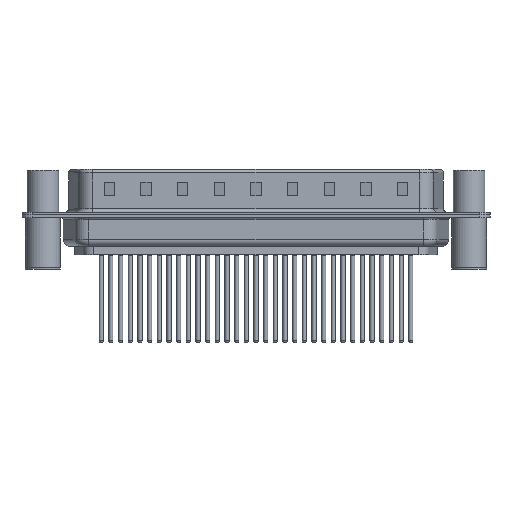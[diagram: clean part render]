
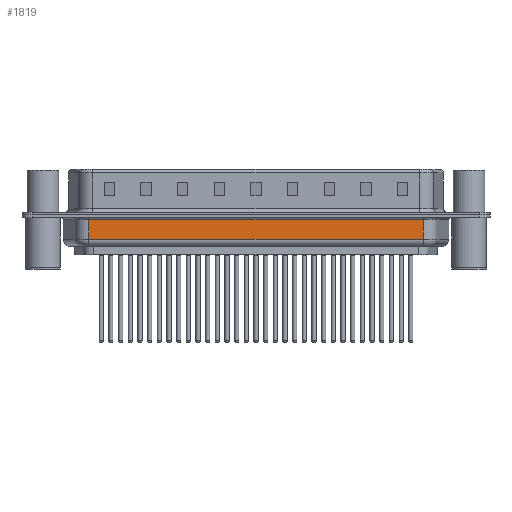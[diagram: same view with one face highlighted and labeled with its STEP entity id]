
A CAD part, front view. The second image highlights one B-rep face of the part: STEP entity #1819.
In plain terms, the highlighted planar face has unit normal (0, -1, 0).
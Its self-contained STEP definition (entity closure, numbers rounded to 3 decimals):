
#63 = CARTESIAN_POINT ( 'NONE',  ( 6.575, -6.75, -0.65 ) ) ;
#978 = VECTOR ( 'NONE', #27469, 1000. ) ;
#1819 = ADVANCED_FACE ( 'NONE', ( #10062 ), #16982, .F. ) ;
#1951 = CARTESIAN_POINT ( 'NONE',  ( 54.425, -6.75, -3.5 ) ) ;
#2499 = AXIS2_PLACEMENT_3D ( 'NONE', #26654, #22058, #5014 ) ;
#2543 = LINE ( 'NONE', #28612, #25467 ) ;
#2721 = ORIENTED_EDGE ( 'NONE', *, *, #17911, .T. ) ;
#3781 = CARTESIAN_POINT ( 'NONE',  ( 6.575, -6.75, -3.5 ) ) ;
#4954 = DIRECTION ( 'NONE',  ( -1., 0., 0. ) ) ;
#5014 = DIRECTION ( 'NONE',  ( 0., 0., 1. ) ) ;
#5036 = VECTOR ( 'NONE', #4954, 1000. ) ;
#5068 = LINE ( 'NONE', #14357, #10333 ) ;
#6974 = DIRECTION ( 'NONE',  ( 1., 0., 0. ) ) ;
#7218 = CARTESIAN_POINT ( 'NONE',  ( 6.575, -6.75, -0.65 ) ) ;
#8084 = CARTESIAN_POINT ( 'NONE',  ( 54.425, -6.75, -0.65 ) ) ;
#8502 = VERTEX_POINT ( 'NONE', #3781 ) ;
#10062 = FACE_OUTER_BOUND ( 'NONE', #10685, .T. ) ;
#10333 = VECTOR ( 'NONE', #24026, 1000. ) ;
#10407 = LINE ( 'NONE', #20170, #978 ) ;
#10497 = EDGE_CURVE ( 'NONE', #26575, #13148, #19454, .T. ) ;
#10685 = EDGE_LOOP ( 'NONE', ( #24542, #28578, #2721, #17449 ) ) ;
#13148 = VERTEX_POINT ( 'NONE', #7218 ) ;
#14357 = CARTESIAN_POINT ( 'NONE',  ( 54.425, -6.75, -4.5 ) ) ;
#16982 = PLANE ( 'NONE',  #2499 ) ;
#17449 = ORIENTED_EDGE ( 'NONE', *, *, #10497, .T. ) ;
#17818 = EDGE_CURVE ( 'NONE', #8502, #23572, #2543, .T. ) ;
#17911 = EDGE_CURVE ( 'NONE', #23572, #26575, #5068, .T. ) ;
#19454 = LINE ( 'NONE', #63, #5036 ) ;
#20170 = CARTESIAN_POINT ( 'NONE',  ( 6.575, -6.75, -4.5 ) ) ;
#22058 = DIRECTION ( 'NONE',  ( 0., 1., 0. ) ) ;
#23572 = VERTEX_POINT ( 'NONE', #1951 ) ;
#24026 = DIRECTION ( 'NONE',  ( 0., 0., 1. ) ) ;
#24542 = ORIENTED_EDGE ( 'NONE', *, *, #27097, .F. ) ;
#25467 = VECTOR ( 'NONE', #6974, 1000. ) ;
#26575 = VERTEX_POINT ( 'NONE', #8084 ) ;
#26654 = CARTESIAN_POINT ( 'NONE',  ( 6.575, -6.75, -4.5 ) ) ;
#27097 = EDGE_CURVE ( 'NONE', #8502, #13148, #10407, .T. ) ;
#27469 = DIRECTION ( 'NONE',  ( 0., 0., 1. ) ) ;
#28578 = ORIENTED_EDGE ( 'NONE', *, *, #17818, .T. ) ;
#28612 = CARTESIAN_POINT ( 'NONE',  ( 6.575, -6.75, -3.5 ) ) ;
